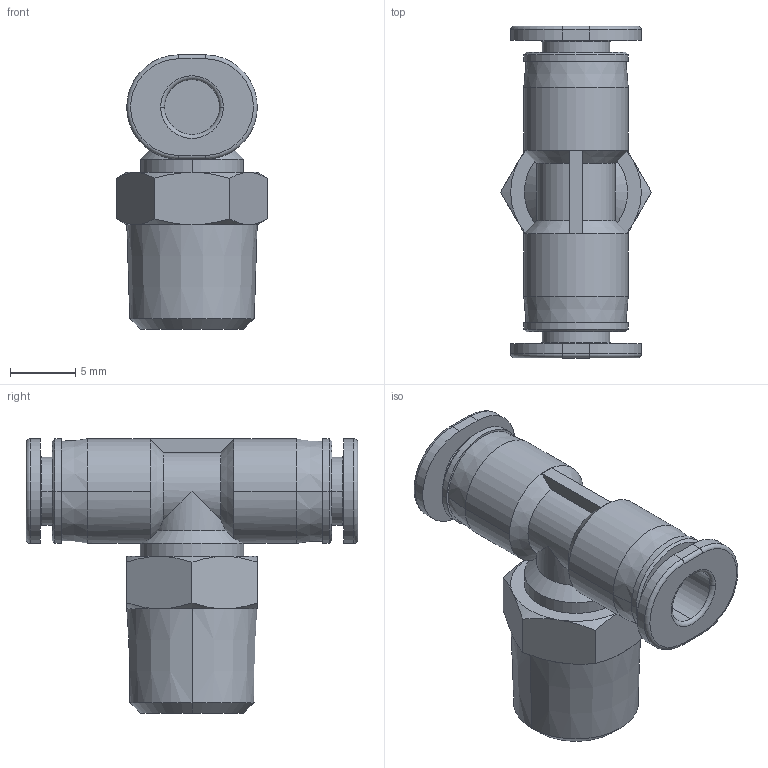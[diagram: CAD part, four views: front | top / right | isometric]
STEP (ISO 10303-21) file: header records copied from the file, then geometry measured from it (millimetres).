
FILE_DESCRIPTION((''),'2;1');
FILE_NAME('PT0401C-mdt.stp','2017-07-24T16:59:24',(''),(''),'Mechanical Desktop 2009','Mechanical Desktop 2009',', , ');
FILE_SCHEMA(('CONFIG_CONTROL_DESIGN'));
Length unit declared in the file: millimetre
Products named in the file (7): PT0401C-MDTA; PT0401C-MDT; COLLAR-L04C; NL01C; NLM5C; 04M3C; NLM3C-S
Assembly tree (8 placements, depth 3):
  PT0401C-MDTA
    PT0401C-MDT
    COLLAR-L04C  x2
    NL01C
    NLM5C
    04M3C
      COLLAR-L04C
      NLM3C-S
Bounding box: 11.55 x 25.4 x 21 mm (x, y, z)
Volume: 1847.4 mm3; surface area: 1692.6 mm2
Topology: 1 solids, 1 shells, 102 faces, 229 edges, 139 vertices
Faces by surface type: cylinder 30, cone 30, plane 30, torus 8, bspline 4
Entity records: 3233 total; most frequent: CARTESIAN_POINT 795, DIRECTION 524, ORIENTED_EDGE 458, EDGE_CURVE 229, AXIS2_PLACEMENT_3D 228, VERTEX_POINT 139, CIRCLE 113, EDGE_LOOP 112
